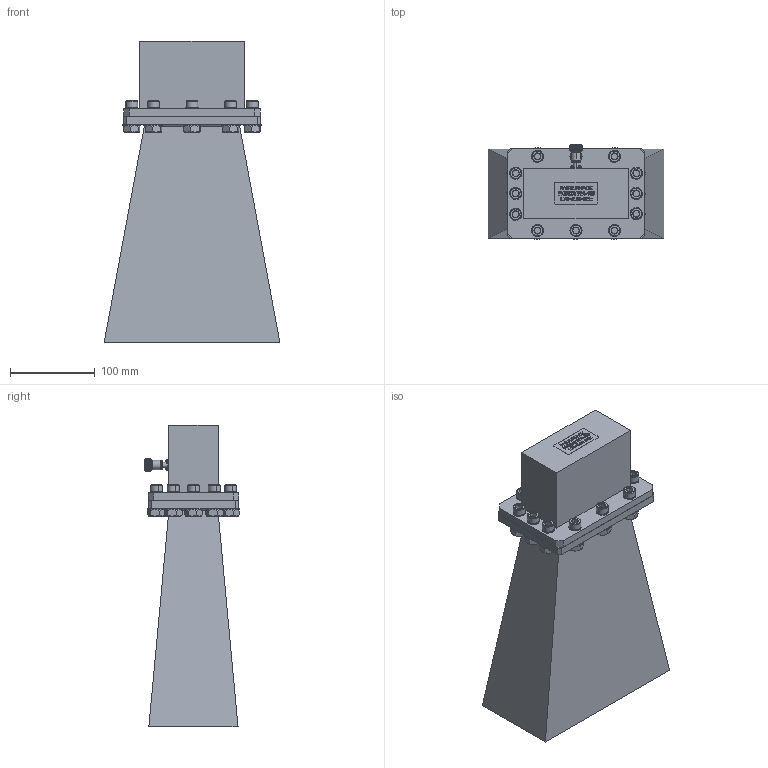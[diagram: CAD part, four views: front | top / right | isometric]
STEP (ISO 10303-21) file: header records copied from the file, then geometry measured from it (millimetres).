
FILE_DESCRIPTION (( 'STEP AP214' ), '1' );
FILE_NAME ('PE9864-NF-10.STEP', '2017-06-15T16:49:08', ( '' ), ( '' ), 'SwSTEP 2.0', 'SolidWorks 2014', '' );
FILE_SCHEMA (( 'AUTOMOTIVE_DESIGN' ));
Length unit declared in the file: inch
Products named in the file (5): PE9872; Copy of Hex Screw^PE9864-NF-10_big; PE9864-10; PE9864-NF-10; Copy of Nut^PE9864-NF-10_big
Assembly tree (26 placements, depth 2):
  PE9864-NF-10
    PE9864-10
    PE9872
    Copy of Hex Screw^PE9864-NF-10_big  x12
    Copy of Nut^PE9864-NF-10_big  x12
Bounding box: 207.01 x 111.69 x 355.73 mm (x, y, z)
Volume: 569523 mm3; surface area: 416270.8 mm2
Topology: 32 solids, 44 shells, 1642 faces, 4241 edges, 2807 vertices
Faces by surface type: cylinder 647, plane 476, cone 428, bspline 87, torus 4
Entity records: 35019 total; most frequent: CARTESIAN_POINT 14166, ORIENTED_EDGE 3832, DIRECTION 2815, EDGE_CURVE 1916, VERTEX_POINT 1388, AXIS2_PLACEMENT_3D 1017, VECTOR 781, LINE 781
